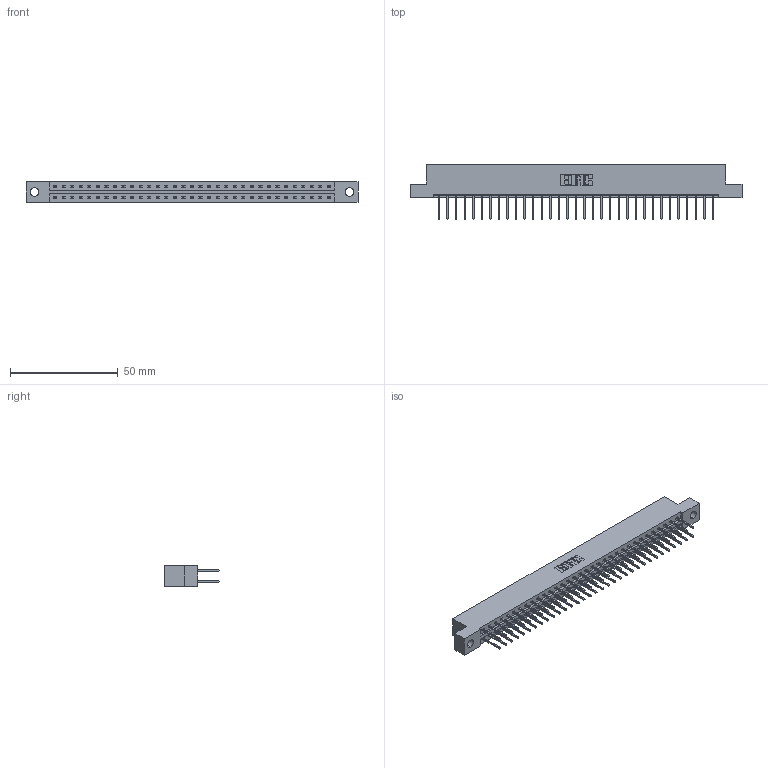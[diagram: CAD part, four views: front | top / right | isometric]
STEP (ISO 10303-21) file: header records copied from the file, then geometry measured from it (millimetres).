
FILE_DESCRIPTION (( 'STEP AP203' ), '1' );
FILE_NAME ('337-066-523-204.STEP', '2019-10-09T23:01:10', ( '' ), ( '' ), 'SwSTEP 2.0', 'SolidWorks 2016', '' );
FILE_SCHEMA (( 'CONFIG_CONTROL_DESIGN' ));
Length unit declared in the file: inch
Products named in the file (3): 337 Part_Flush Mounting Lugs - 0.156 Dia-TH; 345-292-001_345-293-123; 337-066-523-204
Assembly tree (67 placements, depth 2):
  337-066-523-204
    337 Part_Flush Mounting Lugs - 0.156 Dia-TH
    345-292-001_345-293-123  x66
Bounding box: 153.77 x 25.15 x 9.4 mm (x, y, z)
Volume: 16133.3 mm3; surface area: 18591.6 mm2
Topology: 67 solids, 67 shells, 3678 faces, 10937 edges, 7202 vertices
Faces by surface type: plane 2578, cylinder 1100
Entity records: 26771 total; most frequent: CARTESIAN_POINT 4518, ORIENTED_EDGE 4454, DIRECTION 3859, EDGE_CURVE 2227, VECTOR 2099, LINE 2099, VERTEX_POINT 1482, AXIS2_PLACEMENT_3D 880
